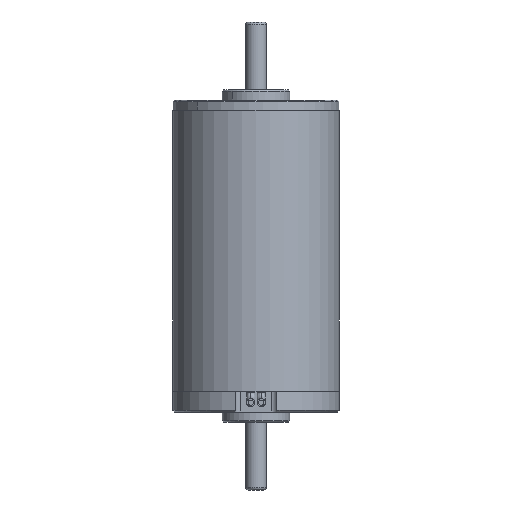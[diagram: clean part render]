
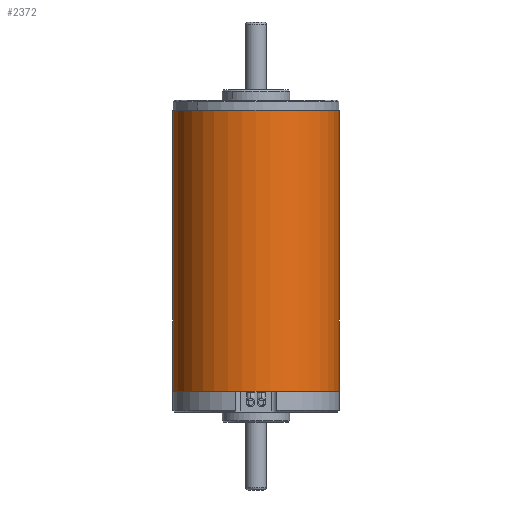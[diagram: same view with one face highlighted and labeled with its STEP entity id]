
A CAD part, front view. The second image highlights one B-rep face of the part: STEP entity #2372.
In plain terms, the highlighted cylindrical face has radius 16 mm (diameter 32 mm), a partial arc.
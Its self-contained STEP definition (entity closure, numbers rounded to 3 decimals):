
#1 = EDGE_CURVE ( 'NONE', #3772, #4295, #3004, .T. ) ;
#171 = ORIENTED_EDGE ( 'NONE', *, *, #1, .F. ) ;
#293 = EDGE_CURVE ( 'NONE', #3772, #865, #4473, .T. ) ;
#339 = ORIENTED_EDGE ( 'NONE', *, *, #1544, .F. ) ;
#757 = EDGE_LOOP ( 'NONE', ( #171, #983, #5991, #339 ) ) ;
#787 = CYLINDRICAL_SURFACE ( 'NONE', #2760, 16. ) ;
#798 = CARTESIAN_POINT ( 'NONE',  ( 0., 0., 58. ) ) ;
#865 = VERTEX_POINT ( 'NONE', #4871 ) ;
#983 = ORIENTED_EDGE ( 'NONE', *, *, #293, .T. ) ;
#1270 = CARTESIAN_POINT ( 'NONE',  ( -16., 0., 4. ) ) ;
#1289 = CARTESIAN_POINT ( 'NONE',  ( 0., 0., 4. ) ) ;
#1544 = EDGE_CURVE ( 'NONE', #4295, #3841, #2780, .T. ) ;
#1776 = DIRECTION ( 'NONE',  ( 0., 0., -1. ) ) ;
#2372 = ADVANCED_FACE ( 'NONE', ( #4352 ), #787, .T. ) ;
#2760 = AXIS2_PLACEMENT_3D ( 'NONE', #1289, #4213, #5742 ) ;
#2780 = CIRCLE ( 'NONE', #6082, 16. ) ;
#2837 = LINE ( 'NONE', #6410, #4520 ) ;
#3004 = LINE ( 'NONE', #5024, #3415 ) ;
#3415 = VECTOR ( 'NONE', #6179, 1000. ) ;
#3772 = VERTEX_POINT ( 'NONE', #5874 ) ;
#3841 = VERTEX_POINT ( 'NONE', #1270 ) ;
#3882 = CARTESIAN_POINT ( 'NONE',  ( 0., 0., 4. ) ) ;
#4213 = DIRECTION ( 'NONE',  ( 0., 0., -1. ) ) ;
#4295 = VERTEX_POINT ( 'NONE', #4375 ) ;
#4352 = FACE_OUTER_BOUND ( 'NONE', #757, .T. ) ;
#4375 = CARTESIAN_POINT ( 'NONE',  ( 16., 0., 4. ) ) ;
#4473 = CIRCLE ( 'NONE', #4696, 16. ) ;
#4520 = VECTOR ( 'NONE', #1776, 1000. ) ;
#4696 = AXIS2_PLACEMENT_3D ( 'NONE', #798, #6372, #6467 ) ;
#4841 = DIRECTION ( 'NONE',  ( 0., 0., -1. ) ) ;
#4871 = CARTESIAN_POINT ( 'NONE',  ( -16., 0., 58. ) ) ;
#5024 = CARTESIAN_POINT ( 'NONE',  ( 16., 0., 4. ) ) ;
#5742 = DIRECTION ( 'NONE',  ( -1., 0., 0. ) ) ;
#5874 = CARTESIAN_POINT ( 'NONE',  ( 16., 0., 58. ) ) ;
#5912 = DIRECTION ( 'NONE',  ( -1., 0., 0. ) ) ;
#5920 = EDGE_CURVE ( 'NONE', #865, #3841, #2837, .T. ) ;
#5991 = ORIENTED_EDGE ( 'NONE', *, *, #5920, .T. ) ;
#6082 = AXIS2_PLACEMENT_3D ( 'NONE', #3882, #4841, #5912 ) ;
#6179 = DIRECTION ( 'NONE',  ( 0., 0., -1. ) ) ;
#6372 = DIRECTION ( 'NONE',  ( 0., 0., -1. ) ) ;
#6410 = CARTESIAN_POINT ( 'NONE',  ( -16., 0., 4. ) ) ;
#6467 = DIRECTION ( 'NONE',  ( -1., 0., 0. ) ) ;
